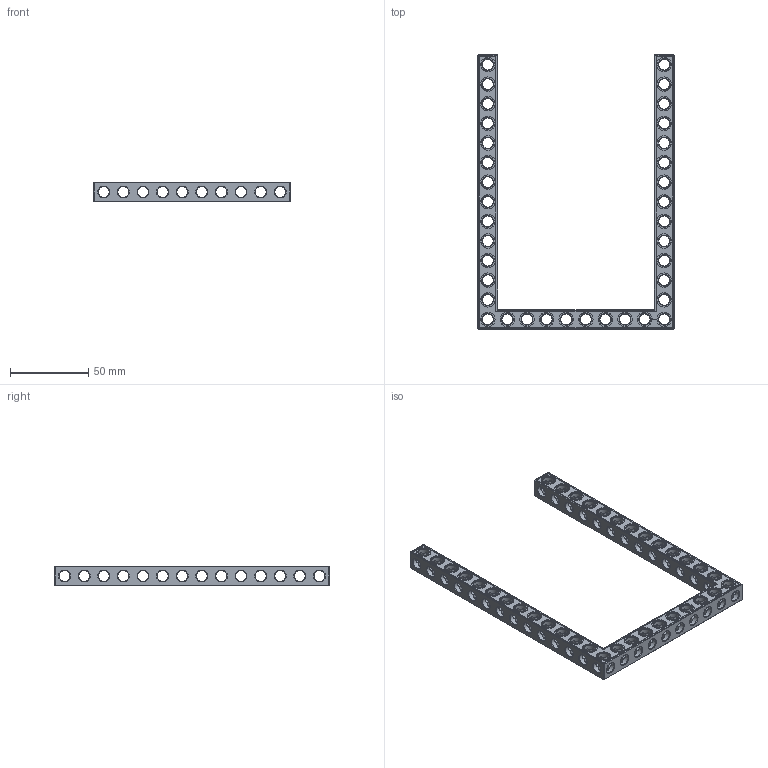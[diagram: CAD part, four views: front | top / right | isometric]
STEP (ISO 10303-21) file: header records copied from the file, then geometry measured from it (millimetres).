
FILE_DESCRIPTION(('FreeCAD Model'),'2;1');
FILE_NAME('Open CASCADE Shape Model','2022-02-25T16:43:39',('Author'),( ''),'Open CASCADE STEP processor 7.5','FreeCAD','Unknown');
FILE_SCHEMA(('AUTOMOTIVE_DESIGN { 1 0 10303 214 1 1 1 1 }'));
Products named in the file (1): Beam AGD ESS USH SYM BU10x14x01 - SPN-BEM-0454 (stemfie.org)
Bounding box: 125 x 175 x 12.5 mm (x, y, z)
Volume: 35180.1 mm3; surface area: 31421.5 mm2
Topology: 1 solids, 1 shells, 913 faces, 2771 edges, 1786 vertices
Faces by surface type: plane 428, cylinder 217, cone 146, extrusion 122
Full cylindrical faces by diameter (mm): 6.98 x30, 7 x151, 9.2 x36
Entity records: 204146 total; most frequent: CARTESIAN_POINT 152259, DIRECTION 8493, ORIENTED_EDGE 5542, PCURVE 5542, DEFINITIONAL_REPRESENTATION 5542, VECTOR 5315, LINE 5193, EDGE_CURVE 2771
